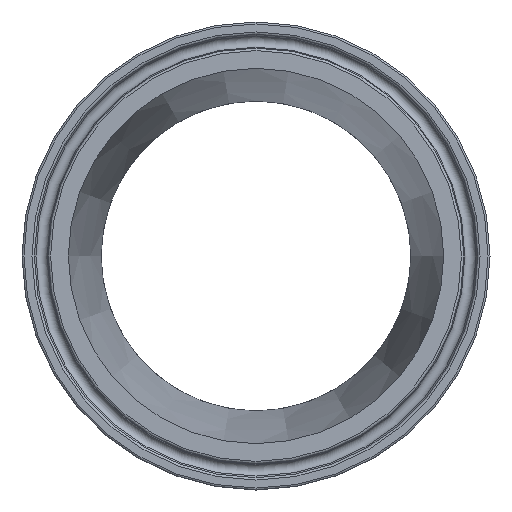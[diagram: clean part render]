
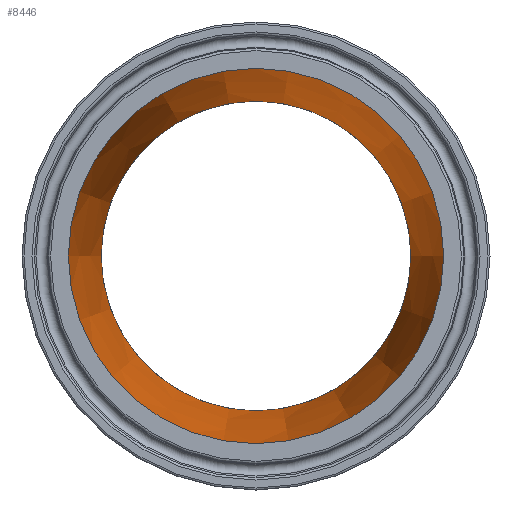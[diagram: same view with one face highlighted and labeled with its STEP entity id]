
A CAD part, left-side view. The second image highlights one B-rep face of the part: STEP entity #8446.
In plain terms, the highlighted conical face has half-angle 7.125 degrees and reference radius 33.274 mm.
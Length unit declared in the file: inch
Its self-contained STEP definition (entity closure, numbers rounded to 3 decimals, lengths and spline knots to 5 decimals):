
#945=FACE_OUTER_BOUND('',#1441,.T.);
#1441=EDGE_LOOP('',(#7777,#7778,#7779,#7780,#7781,#7782));
#2025=LINE('',#18671,#2594);
#2594=VECTOR('',#10632,1.31);
#2818=CIRCLE('',#8986,1.185);
#2819=CIRCLE('',#8987,1.185);
#2820=CIRCLE('',#8989,1.435);
#2821=CIRCLE('',#8990,1.435);
#4064=VERTEX_POINT('',#18665);
#4065=VERTEX_POINT('',#18666);
#4066=VERTEX_POINT('',#18670);
#4067=VERTEX_POINT('',#18672);
#5314=EDGE_CURVE('',#4064,#4065,#2818,.T.);
#5315=EDGE_CURVE('',#4065,#4064,#2819,.T.);
#5316=EDGE_CURVE('',#4065,#4066,#2025,.T.);
#5317=EDGE_CURVE('',#4067,#4066,#2820,.T.);
#5318=EDGE_CURVE('',#4066,#4067,#2821,.T.);
#7777=ORIENTED_EDGE('',*,*,#5314,.T.);
#7778=ORIENTED_EDGE('',*,*,#5316,.T.);
#7779=ORIENTED_EDGE('',*,*,#5317,.F.);
#7780=ORIENTED_EDGE('',*,*,#5318,.F.);
#7781=ORIENTED_EDGE('',*,*,#5316,.F.);
#7782=ORIENTED_EDGE('',*,*,#5315,.T.);
#7946=CONICAL_SURFACE('',#8988,1.31,0.124);
#8446=ADVANCED_FACE('',(#945),#7946,.F.);
#8986=AXIS2_PLACEMENT_3D('',#18667,#10626,#10627);
#8987=AXIS2_PLACEMENT_3D('',#18668,#10628,#10629);
#8988=AXIS2_PLACEMENT_3D('',#18669,#10630,#10631);
#8989=AXIS2_PLACEMENT_3D('',#18673,#10633,#10634);
#8990=AXIS2_PLACEMENT_3D('',#18674,#10635,#10636);
#10626=DIRECTION('center_axis',(1.,0.,0.));
#10627=DIRECTION('ref_axis',(0.,1.,0.));
#10628=DIRECTION('center_axis',(1.,0.,0.));
#10629=DIRECTION('ref_axis',(0.,1.,0.));
#10630=DIRECTION('center_axis',(-1.,0.,0.));
#10631=DIRECTION('ref_axis',(0.,1.,0.));
#10632=DIRECTION('',(-0.992,-0.124,0.));
#10633=DIRECTION('center_axis',(1.,0.,0.));
#10634=DIRECTION('ref_axis',(0.,1.,0.));
#10635=DIRECTION('center_axis',(1.,0.,0.));
#10636=DIRECTION('ref_axis',(0.,1.,0.));
#18665=CARTESIAN_POINT('',(3.05662,1.185,0.));
#18666=CARTESIAN_POINT('',(3.05662,-1.185,0.));
#18667=CARTESIAN_POINT('Origin',(3.05662,0.,
0.));
#18668=CARTESIAN_POINT('Origin',(3.05662,0.,
0.));
#18669=CARTESIAN_POINT('Origin',(2.05662,0.,
0.));
#18670=CARTESIAN_POINT('',(1.05662,-1.435,0.));
#18671=CARTESIAN_POINT('',(2.05662,-1.31,0.));
#18672=CARTESIAN_POINT('',(1.05662,1.435,0.));
#18673=CARTESIAN_POINT('Origin',(1.05662,0.,
0.));
#18674=CARTESIAN_POINT('Origin',(1.05662,0.,
0.));
